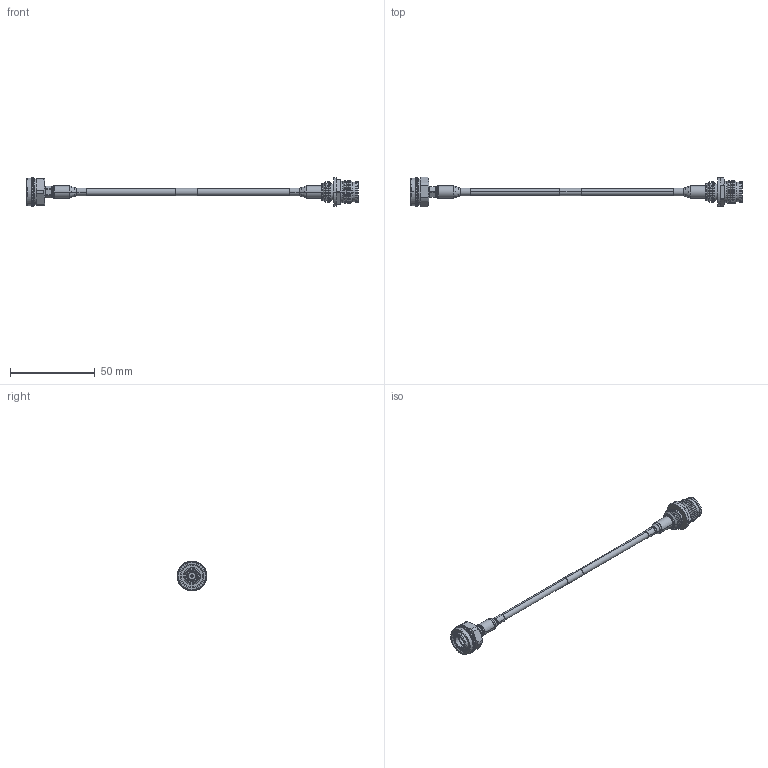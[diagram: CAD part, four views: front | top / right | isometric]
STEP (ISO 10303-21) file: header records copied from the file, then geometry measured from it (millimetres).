
FILE_DESCRIPTION (( 'STEP AP214' ), '1' );
FILE_NAME ('FMCA2299_3D.STEP', '2021-04-14T15:31:44', ( '' ), ( '' ), 'SwSTEP 2.0', 'SolidWorks 2020', '' );
FILE_SCHEMA (( 'AUTOMOTIVE_DESIGN' ));
Length unit declared in the file: inch
Products named in the file (5): TC-402-225F-LP-PE; TFT-402_WITH LABEL; TC-402-225M-LP-PE; FMCA2299_3D; TFT-402-MA1
Assembly tree (5 placements, depth 2):
  FMCA2299_3D
    TFT-402_WITH LABEL
    TC-402-225M-LP-PE
    TC-402-225F-LP-PE
    TFT-402-MA1  x2
Bounding box: 196.2 x 17.5 x 17.5 mm (x, y, z)
Volume: 6241.4 mm3; surface area: 8279.7 mm2
Topology: 5 solids, 5 shells, 1516 faces, 3642 edges, 2168 vertices
Faces by surface type: bspline 720, cylinder 377, plane 242, cone 125, torus 52
Entity records: 53463 total; most frequent: CARTESIAN_POINT 27731, ORIENTED_EDGE 7192, EDGE_CURVE 3596, DIRECTION 3394, VERTEX_POINT 2144, EDGE_LOOP 1532, AXIS2_PLACEMENT_3D 1506, FACE_OUTER_BOUND 1494
